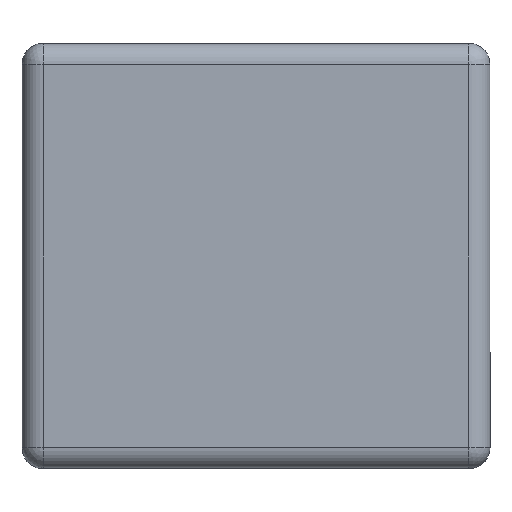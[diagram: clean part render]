
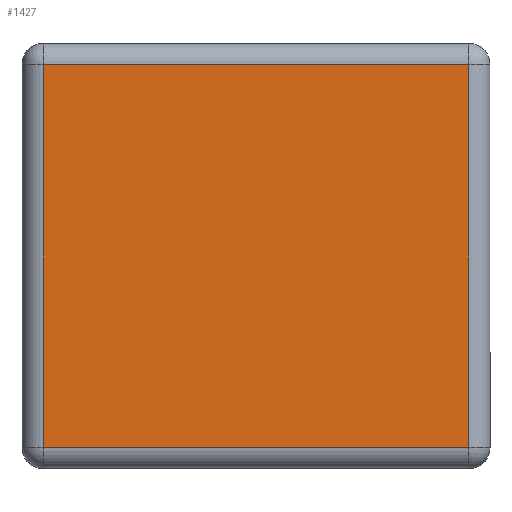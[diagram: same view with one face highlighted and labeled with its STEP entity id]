
A CAD part, left-side view. The second image highlights one B-rep face of the part: STEP entity #1427.
In plain terms, the highlighted planar face has unit normal (-1, 0, 0).
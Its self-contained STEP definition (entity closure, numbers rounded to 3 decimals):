
#184=FACE_OUTER_BOUND('',#273,.T.);
#273=EDGE_LOOP('',(#1293,#1294,#1295,#1296));
#433=LINE('',#2671,#552);
#437=LINE('',#2680,#556);
#441=LINE('',#2689,#560);
#443=LINE('',#2692,#562);
#552=VECTOR('',#1782,10.);
#556=VECTOR('',#1792,10.);
#560=VECTOR('',#1802,10.);
#562=VECTOR('',#1806,10.);
#682=VERTEX_POINT('',#2643);
#687=VERTEX_POINT('',#2653);
#688=VERTEX_POINT('',#2657);
#691=VERTEX_POINT('',#2664);
#879=EDGE_CURVE('',#691,#687,#433,.T.);
#884=EDGE_CURVE('',#688,#691,#437,.T.);
#889=EDGE_CURVE('',#682,#688,#441,.T.);
#891=EDGE_CURVE('',#687,#682,#443,.T.);
#1293=ORIENTED_EDGE('',*,*,#879,.F.);
#1294=ORIENTED_EDGE('',*,*,#884,.F.);
#1295=ORIENTED_EDGE('',*,*,#889,.F.);
#1296=ORIENTED_EDGE('',*,*,#891,.F.);
#1339=PLANE('',#1549);
#1427=ADVANCED_FACE('',(#184),#1339,.F.);
#1549=AXIS2_PLACEMENT_3D('',#2713,#1830,#1831);
#1782=DIRECTION('',(0.,-1.,0.));
#1792=DIRECTION('',(0.,0.,1.));
#1802=DIRECTION('',(0.,1.,0.));
#1806=DIRECTION('',(0.,0.,-1.));
#1830=DIRECTION('center_axis',(1.,0.,0.));
#1831=DIRECTION('ref_axis',(0.,0.,-1.));
#2643=CARTESIAN_POINT('',(0.,0.025,-0.475));
#2653=CARTESIAN_POINT('',(0.,0.025,-0.025));
#2657=CARTESIAN_POINT('',(0.,0.525,-0.475));
#2664=CARTESIAN_POINT('',(0.,0.525,-0.025));
#2671=CARTESIAN_POINT('',(0.,0.413,-0.025));
#2680=CARTESIAN_POINT('',(0.,0.525,-0.375));
#2689=CARTESIAN_POINT('',(0.,0.138,-0.475));
#2692=CARTESIAN_POINT('',(0.,0.025,-0.125));
#2713=CARTESIAN_POINT('Origin',(0.,0.275,-0.25));
